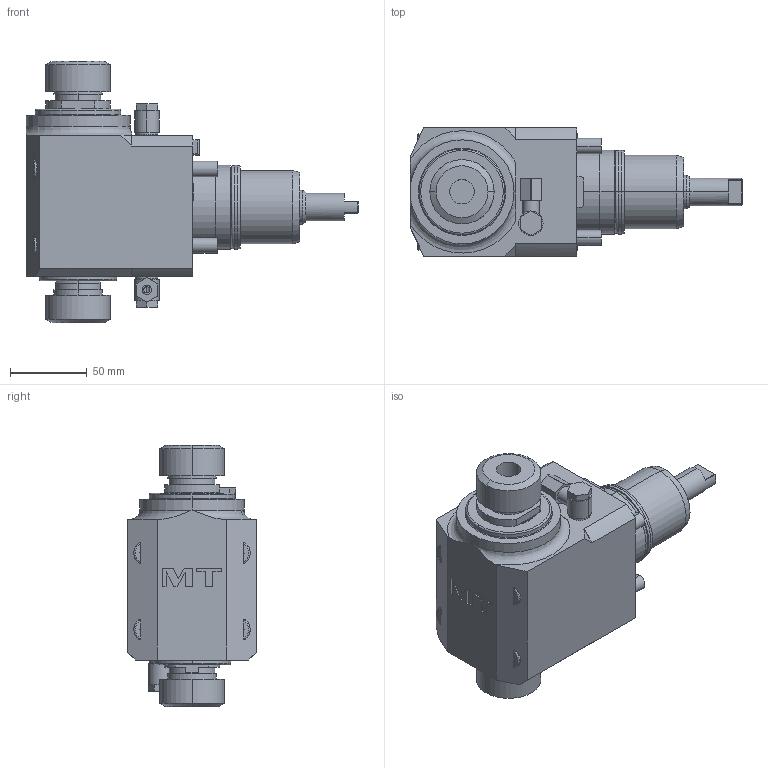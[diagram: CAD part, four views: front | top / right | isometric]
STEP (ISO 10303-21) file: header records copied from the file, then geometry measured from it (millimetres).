
FILE_DESCRIPTION((''),'2;1');
FILE_NAME('NKM0502525_CONF','2023-06-20T08:51:35',('gvalli'),('M.T. srl'),'CREO PARAMETRIC BY PTC INC, 2021072','CREO PARAMETRIC BY PTC INC, 2021072','');
FILE_SCHEMA(('CONFIG_CONTROL_DESIGN'));
Length unit declared in the file: millimetre
Products named in the file (1): NKM0502525_CONF
Bounding box: 217 x 84 x 170.82 mm (x, y, z)
Volume: 1121221.5 mm3; surface area: 89863.5 mm2
Topology: 1 solids, 1 shells, 330 faces, 776 edges, 493 vertices
Faces by surface type: plane 176, cylinder 108, cone 24, torus 20, extrusion 2
Entity records: 10149 total; most frequent: CARTESIAN_POINT 2341, DIRECTION 1695, ORIENTED_EDGE 1552, EDGE_CURVE 776, AXIS2_PLACEMENT_3D 637, VERTEX_POINT 493, VECTOR 421, LINE 419
